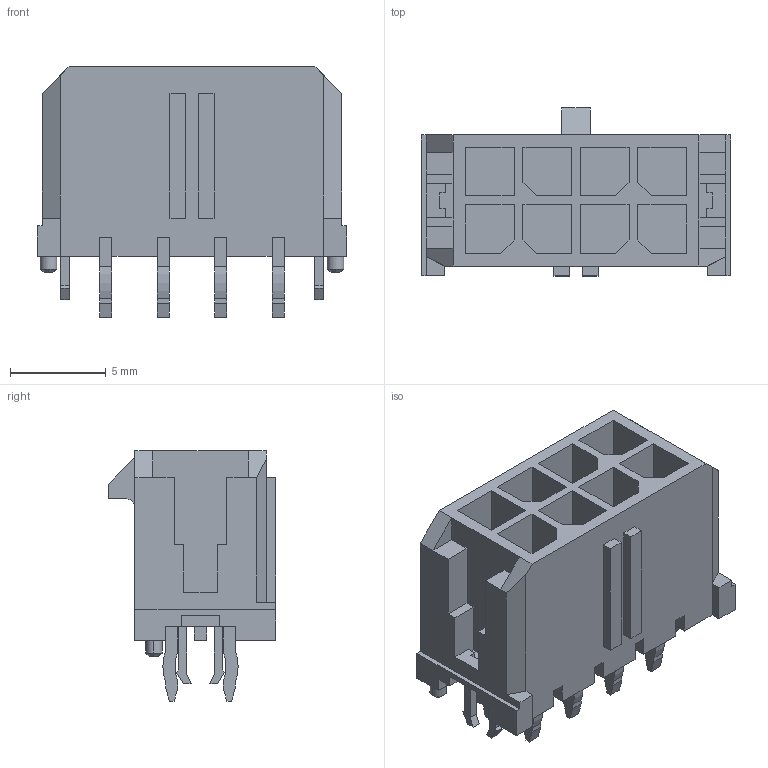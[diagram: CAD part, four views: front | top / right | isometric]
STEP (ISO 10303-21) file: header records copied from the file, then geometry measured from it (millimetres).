
FILE_DESCRIPTION(('STEP AP214'),'1');
FILE_NAME('43045-0826.stp','2017-04-25T14:21:00',('TraceParts'),('TraceParts S.A.'),'Spatial InterOp 3D',' ',' ');
FILE_SCHEMA(('automotive_design'));
Length unit declared in the file: millimetre
Products named in the file (2): 43045-0826_1; 1
Bounding box: 16.15 x 8.77 x 13.09 mm (x, y, z)
Volume: 644 mm3; surface area: 1396.3 mm2
Topology: 1 solids, 1 shells, 359 faces, 991 edges, 684 vertices
Faces by surface type: plane 330, cylinder 21, cone 8
Entity records: 11198 total; most frequent: CARTESIAN_POINT 1970, ORIENTED_EDGE 1916, DIRECTION 1791, EDGE_CURVE 958, LINE 913, VECTOR 913, VERTEX_POINT 618, AXIS2_PLACEMENT_3D 439
